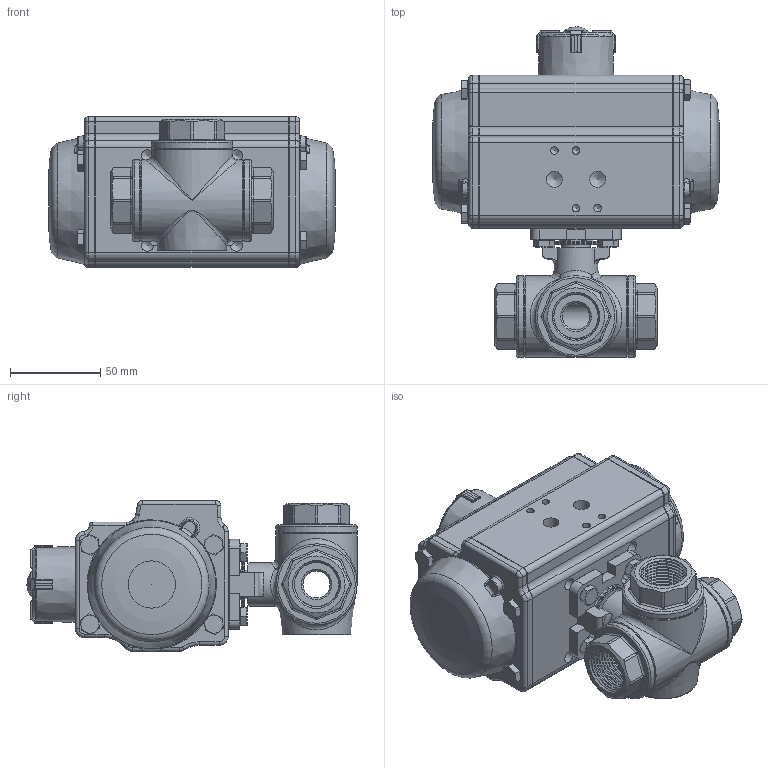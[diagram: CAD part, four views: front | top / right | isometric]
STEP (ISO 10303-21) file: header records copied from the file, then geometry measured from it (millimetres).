
FILE_DESCRIPTION(/* description */ ('Unknown','CAx-IF Rec.Pracs.---Representation and Presentation of Product Manufacturing Information (PMI)---4.0---2014-10-13','CAx-IF Rec.Pracs.---3D Tessellated Geometry---0.4---2014-09-14','2;1'),/* implementation_level */ '2;1');
FILE_NAME(/* name */ 'FR02 9334_9335-05',/* time_stamp */ '2023-11-02T08:24:09+01:00',/* author */ ('Unknown'),/* organization */ ('Unknown'),/* preprocessor_version */ 'ST-DEVELOPER v18.102',/* originating_system */ 'Solid Edge',/* authorisation */ 'Unknown');
FILE_SCHEMA (('AP242_MANAGED_MODEL_BASED_3D_ENGINEERING_MIM_LF { 1 0 10303 442 1 1 4 }'));
Products named in the file (10): FR02 9334_9335-05; 8.303_308.020; DW03_FR02_(DW36_FR26); KP-63; hexagon head bolts--product grade c gb_GB_FASTENER_BOLT_HHBC M6X30-N; cup head nib bolts with large head gb_GB_FASTENER_BOLT_CHNBW M6X25-N; _____________; ________(___________; ______; DIN 933 M6x14 A2-70 BLK_EDST
Assembly tree (21 placements, depth 3):
  FR02 9334_9335-05
    8.303_308.020
    DW03_FR02_(DW36_FR26)
      KP-63
      hexagon head bolts--product grade c gb_GB_FASTENER_BOLT_HHBC M6X30-N  x8
      cup head nib bolts with large head gb_GB_FASTENER_BOLT_CHNBW M6X25-N
      _____________  x2
      ________(___________  x2
      ______
    DIN 933 M6x14 A2-70 BLK_EDST  x4
Bounding box: 159 x 183.1 x 83.7 mm (x, y, z)
Volume: 1045299 mm3; surface area: 123312.3 mm2
Topology: 20 solids, 21 shells, 1749 faces, 4403 edges, 2743 vertices
Faces by surface type: plane 682, cylinder 449, bspline 324, cone 149, torus 130, sphere 15
Full cylindrical faces by diameter (mm): 2.325 x2, 3 x16, 3.3 x8, 4.2 x8, 4.66 x1, 5 x13, 6 x13, 6.2 x1, 6.8 x4, 8.8 x2, 10 x4, 15 x2, 15.7 x1, 15.8 x1, 18 x1, 20.2 x1, 24.3 x1, 25 x2, 25.5 x1, 27 x1, 28 x1, 32 x1, 38.5 x1, 45 x5
Entity records: 74281 total; most frequent: CARTESIAN_POINT 42640, ORIENTED_EDGE 6838, DIRECTION 5662, EDGE_CURVE 3419, VERTEX_POINT 2275, AXIS2_PLACEMENT_3D 1990, FACE_BOUND 1686, LINE 1682
